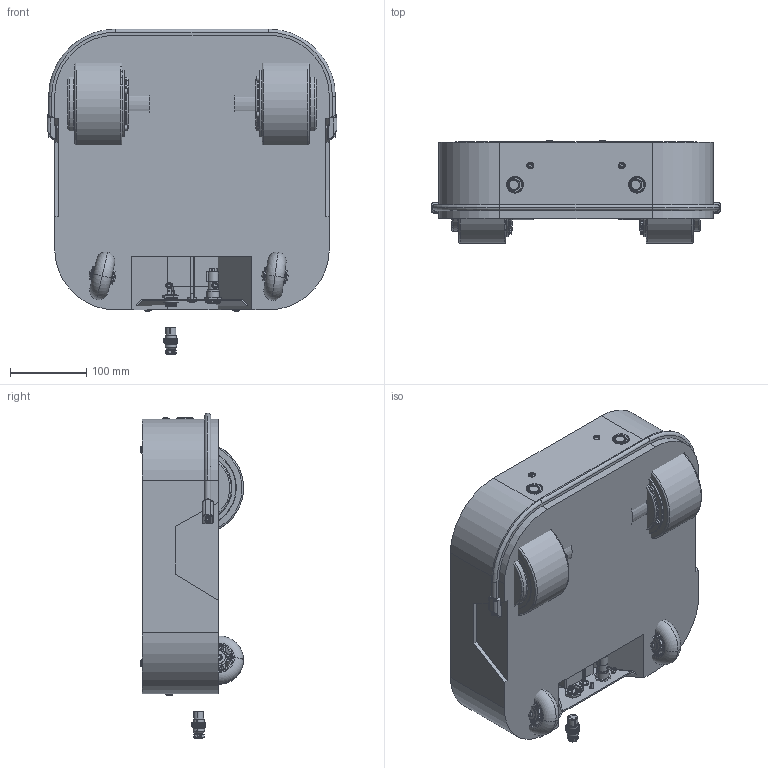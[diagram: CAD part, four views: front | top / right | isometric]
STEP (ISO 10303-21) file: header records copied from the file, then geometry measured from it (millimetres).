
FILE_DESCRIPTION (( 'STEP AP203' ), '1' );
FILE_NAME ('ECHO-諦誧耀倰v1.0-220301.STEP', '2022-03-01T07:01:17', ( '' ), ( '' ), 'SwSTEP 2.0', 'SolidWorks 2021', '' );
FILE_SCHEMA (( 'CONFIG_CONTROL_DESIGN' ));
Products named in the file (1): ECHO-諦誧耀倰v1.0-220301
Bounding box: 380 x 134.99 x 426.96 mm (x, y, z)
Volume: 13077294.3 mm3; surface area: 838201.7 mm2
Topology: 97 solids, 97 shells, 5813 faces, 13335 edges, 7762 vertices
Faces by surface type: bspline 2599, cylinder 1583, plane 1015, torus 503, cone 103, sphere 10
Entity records: 217894 total; most frequent: CARTESIAN_POINT 109961, ORIENTED_EDGE 26646, DIRECTION 17476, EDGE_CURVE 13323, VERTEX_POINT 7762, AXIS2_PLACEMENT_3D 6690, EDGE_LOOP 6103, ADVANCED_FACE 5813
